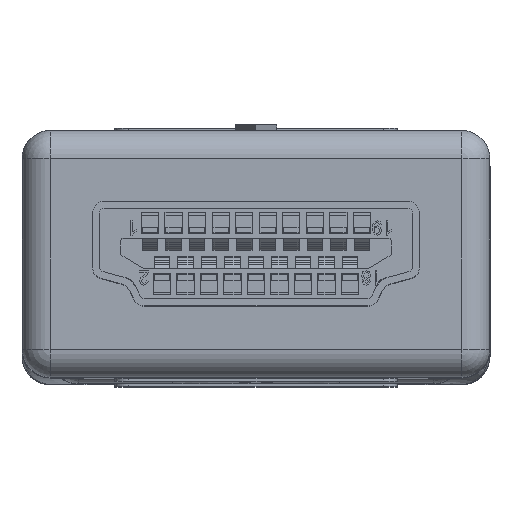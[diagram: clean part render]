
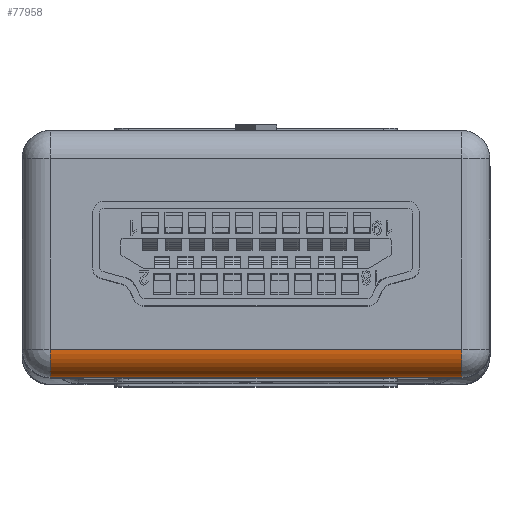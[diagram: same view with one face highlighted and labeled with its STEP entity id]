
A CAD part, top view. The second image highlights one B-rep face of the part: STEP entity #77958.
In plain terms, the highlighted cylindrical face has radius 1.2 mm (diameter 2.4 mm), a partial arc.
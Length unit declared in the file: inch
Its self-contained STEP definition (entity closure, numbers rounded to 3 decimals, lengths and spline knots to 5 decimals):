
#3442 = ORIENTED_EDGE ( 'NONE', *, *, #58601, .F. ) ;
#4918 = DIRECTION ( 'NONE',  ( 1., 0., 0. ) ) ;
#4988 = VECTOR ( 'NONE', #4918, 39.37008 ) ;
#7918 = DIRECTION ( 'NONE',  ( -1., 0., 0. ) ) ;
#12183 = CARTESIAN_POINT ( 'NONE',  ( -0.34449, 0.55315, 0.15945 ) ) ;
#13334 = CYLINDRICAL_SURFACE ( 'NONE', #28713, 0.04724 ) ;
#15915 = VERTEX_POINT ( 'NONE', #36345 ) ;
#17089 = VECTOR ( 'NONE', #7918, 39.37008 ) ;
#18875 = DIRECTION ( 'NONE',  ( 0., 0., 1. ) ) ;
#19195 = LINE ( 'NONE', #74240, #17089 ) ;
#22585 = CIRCLE ( 'NONE', #69631, 0.04724 ) ;
#24145 = ORIENTED_EDGE ( 'NONE', *, *, #79335, .F. ) ;
#24168 = ORIENTED_EDGE ( 'NONE', *, *, #82850, .T. ) ;
#24859 = LINE ( 'NONE', #84577, #4988 ) ;
#28451 = VERTEX_POINT ( 'NONE', #56236 ) ;
#28713 = AXIS2_PLACEMENT_3D ( 'NONE', #57325, #44017, #83702 ) ;
#31125 = AXIS2_PLACEMENT_3D ( 'NONE', #12183, #58762, #18875 ) ;
#32307 = CIRCLE ( 'NONE', #31125, 0.04724 ) ;
#33182 = FACE_OUTER_BOUND ( 'NONE', #78238, .T. ) ;
#36345 = CARTESIAN_POINT ( 'NONE',  ( -0.34449, 0.60039, 0.15945 ) ) ;
#36851 = EDGE_CURVE ( 'NONE', #15915, #28451, #24859, .T. ) ;
#37837 = DIRECTION ( 'NONE',  ( -1., 0., 0. ) ) ;
#44017 = DIRECTION ( 'NONE',  ( -1., 0., 0. ) ) ;
#46942 = VERTEX_POINT ( 'NONE', #83710 ) ;
#48238 = ORIENTED_EDGE ( 'NONE', *, *, #36851, .F. ) ;
#56236 = CARTESIAN_POINT ( 'NONE',  ( 0.34449, 0.60039, 0.15945 ) ) ;
#57325 = CARTESIAN_POINT ( 'NONE',  ( -0.39173, 0.55315, 0.15945 ) ) ;
#58601 = EDGE_CURVE ( 'NONE', #73519, #15915, #32307, .T. ) ;
#58762 = DIRECTION ( 'NONE',  ( -1., 0., 0. ) ) ;
#69631 = AXIS2_PLACEMENT_3D ( 'NONE', #77613, #37837, #84227 ) ;
#73519 = VERTEX_POINT ( 'NONE', #83579 ) ;
#74240 = CARTESIAN_POINT ( 'NONE',  ( -0.39173, 0.55315, 0.20669 ) ) ;
#77613 = CARTESIAN_POINT ( 'NONE',  ( 0.34449, 0.55315, 0.15945 ) ) ;
#77958 = ADVANCED_FACE ( 'NONE', ( #33182 ), #13334, .T. ) ;
#78238 = EDGE_LOOP ( 'NONE', ( #24168, #48238, #3442, #24145 ) ) ;
#79335 = EDGE_CURVE ( 'NONE', #46942, #73519, #19195, .T. ) ;
#82850 = EDGE_CURVE ( 'NONE', #46942, #28451, #22585, .T. ) ;
#83579 = CARTESIAN_POINT ( 'NONE',  ( -0.34449, 0.55315, 0.20669 ) ) ;
#83702 = DIRECTION ( 'NONE',  ( 0., 0., 1. ) ) ;
#83710 = CARTESIAN_POINT ( 'NONE',  ( 0.34449, 0.55315, 0.20669 ) ) ;
#84227 = DIRECTION ( 'NONE',  ( 0., 0., -1. ) ) ;
#84577 = CARTESIAN_POINT ( 'NONE',  ( 0.39173, 0.60039, 0.15945 ) ) ;
